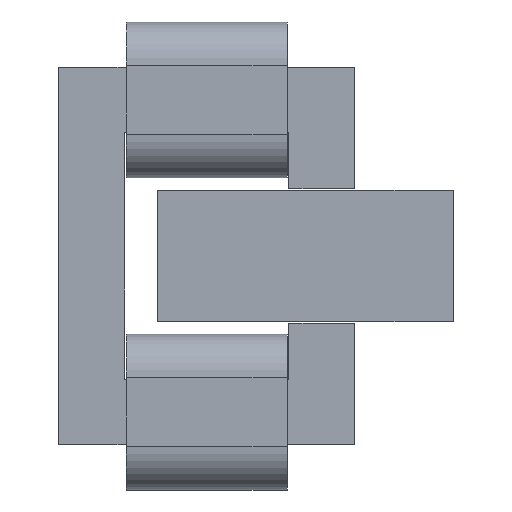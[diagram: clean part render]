
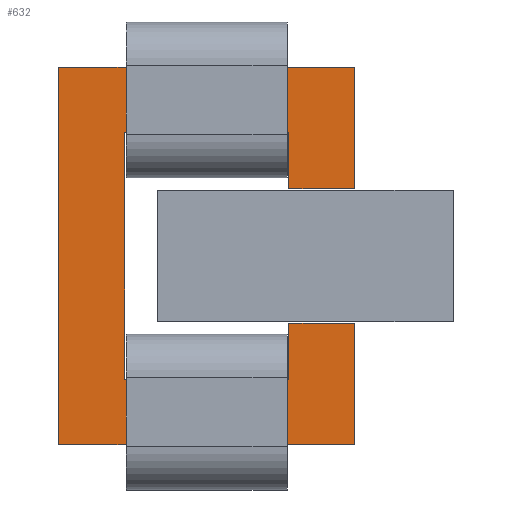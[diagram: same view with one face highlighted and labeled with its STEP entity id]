
A CAD part, top view. The second image highlights one B-rep face of the part: STEP entity #632.
In plain terms, the highlighted planar face has unit normal (0, 0, 1).
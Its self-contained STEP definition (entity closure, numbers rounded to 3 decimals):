
#72=FACE_OUTER_BOUND('',#106,.T.);
#106=EDGE_LOOP('',(#470,#471,#472,#473,#474,#475,#476,#477,#478,#479,#480,
#481));
#132=LINE('',#953,#208);
#135=LINE('',#959,#211);
#138=LINE('',#965,#214);
#141=LINE('',#971,#217);
#144=LINE('',#977,#220);
#147=LINE('',#983,#223);
#150=LINE('',#989,#226);
#153=LINE('',#995,#229);
#156=LINE('',#1001,#232);
#159=LINE('',#1007,#235);
#162=LINE('',#1013,#238);
#165=LINE('',#1017,#241);
#208=VECTOR('',#774,10.);
#211=VECTOR('',#779,10.);
#214=VECTOR('',#784,10.);
#217=VECTOR('',#789,10.);
#220=VECTOR('',#794,10.);
#223=VECTOR('',#799,10.);
#226=VECTOR('',#804,10.);
#229=VECTOR('',#809,10.);
#232=VECTOR('',#814,10.);
#235=VECTOR('',#819,10.);
#238=VECTOR('',#824,10.);
#241=VECTOR('',#829,10.);
#284=VERTEX_POINT('',#950);
#285=VERTEX_POINT('',#952);
#287=VERTEX_POINT('',#958);
#289=VERTEX_POINT('',#964);
#291=VERTEX_POINT('',#970);
#293=VERTEX_POINT('',#976);
#295=VERTEX_POINT('',#982);
#297=VERTEX_POINT('',#988);
#299=VERTEX_POINT('',#994);
#301=VERTEX_POINT('',#1000);
#303=VERTEX_POINT('',#1006);
#305=VERTEX_POINT('',#1012);
#340=EDGE_CURVE('',#285,#284,#132,.T.);
#343=EDGE_CURVE('',#287,#285,#135,.T.);
#346=EDGE_CURVE('',#289,#287,#138,.T.);
#349=EDGE_CURVE('',#291,#289,#141,.T.);
#352=EDGE_CURVE('',#293,#291,#144,.T.);
#355=EDGE_CURVE('',#295,#293,#147,.T.);
#358=EDGE_CURVE('',#297,#295,#150,.T.);
#361=EDGE_CURVE('',#299,#297,#153,.T.);
#364=EDGE_CURVE('',#301,#299,#156,.T.);
#367=EDGE_CURVE('',#303,#301,#159,.T.);
#370=EDGE_CURVE('',#305,#303,#162,.T.);
#373=EDGE_CURVE('',#284,#305,#165,.T.);
#470=ORIENTED_EDGE('',*,*,#373,.T.);
#471=ORIENTED_EDGE('',*,*,#370,.T.);
#472=ORIENTED_EDGE('',*,*,#367,.T.);
#473=ORIENTED_EDGE('',*,*,#364,.T.);
#474=ORIENTED_EDGE('',*,*,#361,.T.);
#475=ORIENTED_EDGE('',*,*,#358,.T.);
#476=ORIENTED_EDGE('',*,*,#355,.T.);
#477=ORIENTED_EDGE('',*,*,#352,.T.);
#478=ORIENTED_EDGE('',*,*,#349,.T.);
#479=ORIENTED_EDGE('',*,*,#346,.T.);
#480=ORIENTED_EDGE('',*,*,#343,.T.);
#481=ORIENTED_EDGE('',*,*,#340,.T.);
#602=PLANE('',#729);
#632=ADVANCED_FACE('',(#72),#602,.T.);
#729=AXIS2_PLACEMENT_3D('',#1018,#830,#831);
#774=DIRECTION('',(0.,-1.,0.));
#779=DIRECTION('',(1.,0.,0.));
#784=DIRECTION('',(0.,1.,0.));
#789=DIRECTION('',(-1.,0.,0.));
#794=DIRECTION('',(0.,-1.,0.));
#799=DIRECTION('',(-1.,0.,0.));
#804=DIRECTION('',(0.,1.,0.));
#809=DIRECTION('',(1.,0.,0.));
#814=DIRECTION('',(0.,-1.,0.));
#819=DIRECTION('',(-1.,0.,0.));
#824=DIRECTION('',(0.,1.,0.));
#829=DIRECTION('',(1.,0.,0.));
#830=DIRECTION('center_axis',(0.,0.,1.));
#831=DIRECTION('ref_axis',(1.,0.,0.));
#950=CARTESIAN_POINT('',(70.,20.5,20.));
#952=CARTESIAN_POINT('',(70.,37.5,20.));
#953=CARTESIAN_POINT('',(70.,37.5,20.));
#958=CARTESIAN_POINT('',(20.,37.5,20.));
#959=CARTESIAN_POINT('',(20.,37.5,20.));
#964=CARTESIAN_POINT('',(20.,-37.5,20.));
#965=CARTESIAN_POINT('',(20.,-37.5,20.));
#970=CARTESIAN_POINT('',(70.,-37.5,20.));
#971=CARTESIAN_POINT('',(70.,-37.5,20.));
#976=CARTESIAN_POINT('',(70.,-20.5,20.));
#977=CARTESIAN_POINT('',(70.,-20.5,20.));
#982=CARTESIAN_POINT('',(90.,-20.5,20.));
#983=CARTESIAN_POINT('',(90.,-20.5,20.));
#988=CARTESIAN_POINT('',(90.,-57.5,20.));
#989=CARTESIAN_POINT('',(90.,-57.5,20.));
#994=CARTESIAN_POINT('',(0.,-57.5,20.));
#995=CARTESIAN_POINT('',(0.,-57.5,20.));
#1000=CARTESIAN_POINT('',(0.,57.5,20.));
#1001=CARTESIAN_POINT('',(0.,57.5,20.));
#1006=CARTESIAN_POINT('',(90.,57.5,20.));
#1007=CARTESIAN_POINT('',(90.,57.5,20.));
#1012=CARTESIAN_POINT('',(90.,20.5,20.));
#1013=CARTESIAN_POINT('',(90.,20.5,20.));
#1017=CARTESIAN_POINT('',(70.,20.5,20.));
#1018=CARTESIAN_POINT('Origin',(42.621,0.,20.));
